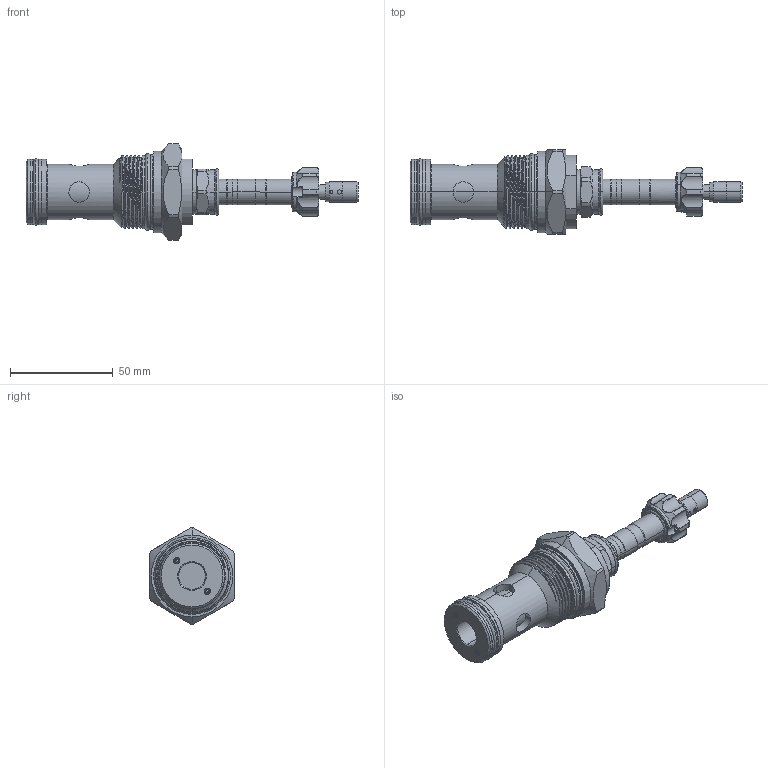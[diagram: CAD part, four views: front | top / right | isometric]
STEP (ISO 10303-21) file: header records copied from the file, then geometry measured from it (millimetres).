
FILE_DESCRIPTION (( 'STEP AP203' ), '1' );
FILE_NAME ('EP16A2A06T95.STEP', '2020-04-16T03:01:15', ( '' ), ( '' ), 'SwSTEP 2.0', 'SolidWorks 2018', '' );
FILE_SCHEMA (( 'CONFIG_CONTROL_DESIGN' ));
Length unit declared in the file: millimetre
Products named in the file (1): EP16A2A06T95
Bounding box: 161.65 x 41.2 x 46.8 mm (x, y, z)
Volume: 80392.4 mm3; surface area: 22588.3 mm2
Topology: 10 solids, 10 shells, 422 faces, 1018 edges, 625 vertices
Faces by surface type: cylinder 186, cone 71, plane 69, torus 51, bspline 41, sphere 4
Entity records: 17779 total; most frequent: CARTESIAN_POINT 8278, ORIENTED_EDGE 1996, DIRECTION 1955, EDGE_CURVE 998, AXIS2_PLACEMENT_3D 818, VERTEX_POINT 619, EDGE_LOOP 457, CIRCLE 436
